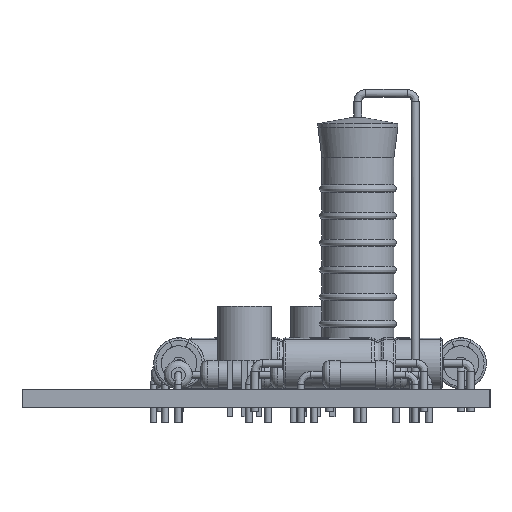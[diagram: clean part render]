
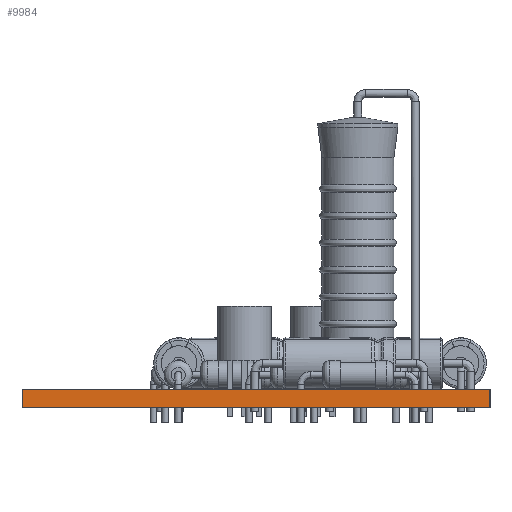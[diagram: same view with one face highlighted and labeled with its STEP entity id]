
A CAD part, left-side view. The second image highlights one B-rep face of the part: STEP entity #9984.
In plain terms, the highlighted planar face has unit normal (-1, 0, 0).
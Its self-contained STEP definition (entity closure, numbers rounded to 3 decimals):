
#9984 = ADVANCED_FACE('',(#9985),#9999,.T.);
#9985 = FACE_BOUND('',#9986,.T.);
#9986 = EDGE_LOOP('',(#9987,#10022,#10050,#10078));
#9987 = ORIENTED_EDGE('',*,*,#9988,.T.);
#9988 = EDGE_CURVE('',#9989,#9991,#9993,.T.);
#9989 = VERTEX_POINT('',#9990);
#9990 = CARTESIAN_POINT('',(76.9,-115.7,0.));
#9991 = VERTEX_POINT('',#9992);
#9992 = CARTESIAN_POINT('',(76.9,-115.7,1.6));
#9993 = SURFACE_CURVE('',#9994,(#9998,#10010),.PCURVE_S1.);
#9994 = LINE('',#9995,#9996);
#9995 = CARTESIAN_POINT('',(76.9,-115.7,0.));
#9996 = VECTOR('',#9997,1.);
#9997 = DIRECTION('',(0.,0.,1.));
#9998 = PCURVE('',#9999,#10004);
#9999 = PLANE('',#10000);
#10000 = AXIS2_PLACEMENT_3D('',#10001,#10002,#10003);
#10001 = CARTESIAN_POINT('',(76.9,-115.7,0.));
#10002 = DIRECTION('',(-1.,0.,0.));
#10003 = DIRECTION('',(0.,1.,0.));
#10004 = DEFINITIONAL_REPRESENTATION('',(#10005),#10009);
#10005 = LINE('',#10006,#10007);
#10006 = CARTESIAN_POINT('',(0.,0.));
#10007 = VECTOR('',#10008,1.);
#10008 = DIRECTION('',(0.,-1.));
#10009 = ( GEOMETRIC_REPRESENTATION_CONTEXT(2) 
PARAMETRIC_REPRESENTATION_CONTEXT() REPRESENTATION_CONTEXT('2D SPACE',''
  ) );
#10010 = PCURVE('',#10011,#10016);
#10011 = PLANE('',#10012);
#10012 = AXIS2_PLACEMENT_3D('',#10013,#10014,#10015);
#10013 = CARTESIAN_POINT('',(167.1,-115.7,0.));
#10014 = DIRECTION('',(0.,-1.,0.));
#10015 = DIRECTION('',(-1.,0.,0.));
#10016 = DEFINITIONAL_REPRESENTATION('',(#10017),#10021);
#10017 = LINE('',#10018,#10019);
#10018 = CARTESIAN_POINT('',(90.2,0.));
#10019 = VECTOR('',#10020,1.);
#10020 = DIRECTION('',(0.,-1.));
#10021 = ( GEOMETRIC_REPRESENTATION_CONTEXT(2) 
PARAMETRIC_REPRESENTATION_CONTEXT() REPRESENTATION_CONTEXT('2D SPACE',''
  ) );
#10022 = ORIENTED_EDGE('',*,*,#10023,.T.);
#10023 = EDGE_CURVE('',#9991,#10024,#10026,.T.);
#10024 = VERTEX_POINT('',#10025);
#10025 = CARTESIAN_POINT('',(76.9,-74.2,1.6));
#10026 = SURFACE_CURVE('',#10027,(#10031,#10038),.PCURVE_S1.);
#10027 = LINE('',#10028,#10029);
#10028 = CARTESIAN_POINT('',(76.9,-115.7,1.6));
#10029 = VECTOR('',#10030,1.);
#10030 = DIRECTION('',(0.,1.,0.));
#10031 = PCURVE('',#9999,#10032);
#10032 = DEFINITIONAL_REPRESENTATION('',(#10033),#10037);
#10033 = LINE('',#10034,#10035);
#10034 = CARTESIAN_POINT('',(0.,-1.6));
#10035 = VECTOR('',#10036,1.);
#10036 = DIRECTION('',(1.,0.));
#10037 = ( GEOMETRIC_REPRESENTATION_CONTEXT(2) 
PARAMETRIC_REPRESENTATION_CONTEXT() REPRESENTATION_CONTEXT('2D SPACE',''
  ) );
#10038 = PCURVE('',#10039,#10044);
#10039 = PLANE('',#10040);
#10040 = AXIS2_PLACEMENT_3D('',#10041,#10042,#10043);
#10041 = CARTESIAN_POINT('',(122.,-94.95,1.6));
#10042 = DIRECTION('',(-0.,-0.,-1.));
#10043 = DIRECTION('',(-1.,0.,0.));
#10044 = DEFINITIONAL_REPRESENTATION('',(#10045),#10049);
#10045 = LINE('',#10046,#10047);
#10046 = CARTESIAN_POINT('',(45.1,-20.75));
#10047 = VECTOR('',#10048,1.);
#10048 = DIRECTION('',(0.,1.));
#10049 = ( GEOMETRIC_REPRESENTATION_CONTEXT(2) 
PARAMETRIC_REPRESENTATION_CONTEXT() REPRESENTATION_CONTEXT('2D SPACE',''
  ) );
#10050 = ORIENTED_EDGE('',*,*,#10051,.F.);
#10051 = EDGE_CURVE('',#10052,#10024,#10054,.T.);
#10052 = VERTEX_POINT('',#10053);
#10053 = CARTESIAN_POINT('',(76.9,-74.2,0.));
#10054 = SURFACE_CURVE('',#10055,(#10059,#10066),.PCURVE_S1.);
#10055 = LINE('',#10056,#10057);
#10056 = CARTESIAN_POINT('',(76.9,-74.2,0.));
#10057 = VECTOR('',#10058,1.);
#10058 = DIRECTION('',(0.,0.,1.));
#10059 = PCURVE('',#9999,#10060);
#10060 = DEFINITIONAL_REPRESENTATION('',(#10061),#10065);
#10061 = LINE('',#10062,#10063);
#10062 = CARTESIAN_POINT('',(41.5,0.));
#10063 = VECTOR('',#10064,1.);
#10064 = DIRECTION('',(0.,-1.));
#10065 = ( GEOMETRIC_REPRESENTATION_CONTEXT(2) 
PARAMETRIC_REPRESENTATION_CONTEXT() REPRESENTATION_CONTEXT('2D SPACE',''
  ) );
#10066 = PCURVE('',#10067,#10072);
#10067 = PLANE('',#10068);
#10068 = AXIS2_PLACEMENT_3D('',#10069,#10070,#10071);
#10069 = CARTESIAN_POINT('',(76.9,-74.2,0.));
#10070 = DIRECTION('',(0.,1.,0.));
#10071 = DIRECTION('',(1.,0.,0.));
#10072 = DEFINITIONAL_REPRESENTATION('',(#10073),#10077);
#10073 = LINE('',#10074,#10075);
#10074 = CARTESIAN_POINT('',(0.,0.));
#10075 = VECTOR('',#10076,1.);
#10076 = DIRECTION('',(0.,-1.));
#10077 = ( GEOMETRIC_REPRESENTATION_CONTEXT(2) 
PARAMETRIC_REPRESENTATION_CONTEXT() REPRESENTATION_CONTEXT('2D SPACE',''
  ) );
#10078 = ORIENTED_EDGE('',*,*,#10079,.F.);
#10079 = EDGE_CURVE('',#9989,#10052,#10080,.T.);
#10080 = SURFACE_CURVE('',#10081,(#10085,#10092),.PCURVE_S1.);
#10081 = LINE('',#10082,#10083);
#10082 = CARTESIAN_POINT('',(76.9,-115.7,0.));
#10083 = VECTOR('',#10084,1.);
#10084 = DIRECTION('',(0.,1.,0.));
#10085 = PCURVE('',#9999,#10086);
#10086 = DEFINITIONAL_REPRESENTATION('',(#10087),#10091);
#10087 = LINE('',#10088,#10089);
#10088 = CARTESIAN_POINT('',(0.,0.));
#10089 = VECTOR('',#10090,1.);
#10090 = DIRECTION('',(1.,0.));
#10091 = ( GEOMETRIC_REPRESENTATION_CONTEXT(2) 
PARAMETRIC_REPRESENTATION_CONTEXT() REPRESENTATION_CONTEXT('2D SPACE',''
  ) );
#10092 = PCURVE('',#10093,#10098);
#10093 = PLANE('',#10094);
#10094 = AXIS2_PLACEMENT_3D('',#10095,#10096,#10097);
#10095 = CARTESIAN_POINT('',(122.,-94.95,0.));
#10096 = DIRECTION('',(-0.,-0.,-1.));
#10097 = DIRECTION('',(-1.,0.,0.));
#10098 = DEFINITIONAL_REPRESENTATION('',(#10099),#10103);
#10099 = LINE('',#10100,#10101);
#10100 = CARTESIAN_POINT('',(45.1,-20.75));
#10101 = VECTOR('',#10102,1.);
#10102 = DIRECTION('',(0.,1.));
#10103 = ( GEOMETRIC_REPRESENTATION_CONTEXT(2) 
PARAMETRIC_REPRESENTATION_CONTEXT() REPRESENTATION_CONTEXT('2D SPACE',''
  ) );
